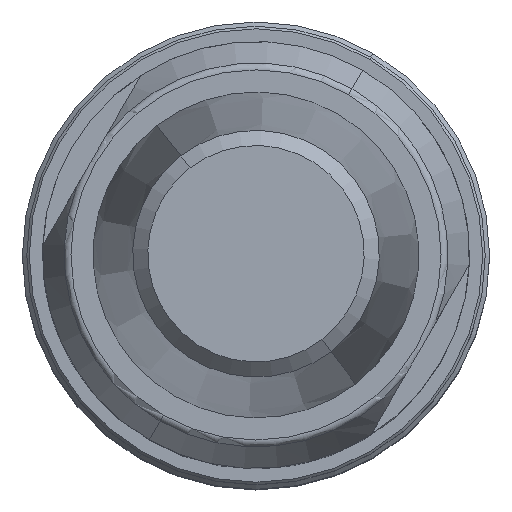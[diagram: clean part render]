
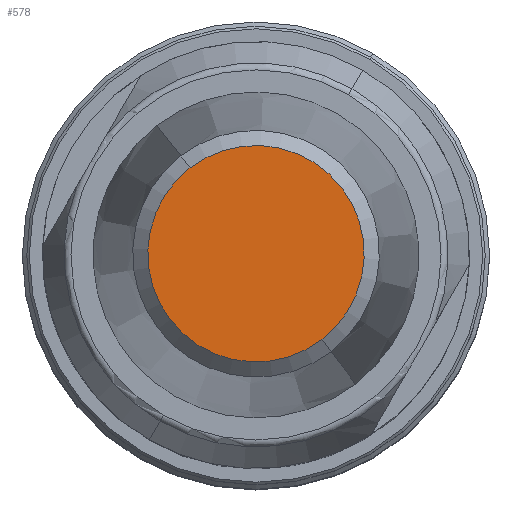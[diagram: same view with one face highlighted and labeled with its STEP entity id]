
A CAD part, top view. The second image highlights one B-rep face of the part: STEP entity #578.
In plain terms, the highlighted planar face has unit normal (0, 0, 1).
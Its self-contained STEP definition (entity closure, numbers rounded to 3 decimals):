
#542=AXIS2_PLACEMENT_3D('Circle Axis2P3D',#540,#541,$) ;
#559=AXIS2_PLACEMENT_3D('Circle Axis2P3D',#557,#558,$) ;
#572=AXIS2_PLACEMENT_3D('Plane Axis2P3D',#569,#570,#571) ;
#530=CARTESIAN_POINT('Vertex',(6.64,12.646,71.8)) ;
#537=CARTESIAN_POINT('Vertex',(11.86,5.854,71.8)) ;
#540=CARTESIAN_POINT('Axis2P3D Location',(9.25,9.25,71.8)) ;
#557=CARTESIAN_POINT('Axis2P3D Location',(9.25,9.25,71.8)) ;
#569=CARTESIAN_POINT('Axis2P3D Location',(9.25,9.25,71.8)) ;
#541=DIRECTION('Axis2P3D Direction',(0.,0.,-1.)) ;
#558=DIRECTION('Axis2P3D Direction',(0.,0.,-1.)) ;
#570=DIRECTION('Axis2P3D Direction',(-0.,0.,1.)) ;
#571=DIRECTION('Axis2P3D XDirection',(0.609,-0.793,0.)) ;
#575=ORIENTED_EDGE('',*,*,#561,.T.) ;
#576=ORIENTED_EDGE('',*,*,#544,.T.) ;
#578=ADVANCED_FACE('MANIFOLD_SOLID_BREP #95',(#577),#573,.T.) ;
#543=CIRCLE('generated circle',#542,4.283) ;
#560=CIRCLE('generated circle',#559,4.283) ;
#544=EDGE_CURVE('',#531,#538,#543,.F.) ;
#561=EDGE_CURVE('',#538,#531,#560,.F.) ;
#574=EDGE_LOOP('',(#575,#576)) ;
#577=FACE_OUTER_BOUND('',#574,.T.) ;
#573=PLANE('',#572) ;
#531=VERTEX_POINT('',#530) ;
#538=VERTEX_POINT('',#537) ;
